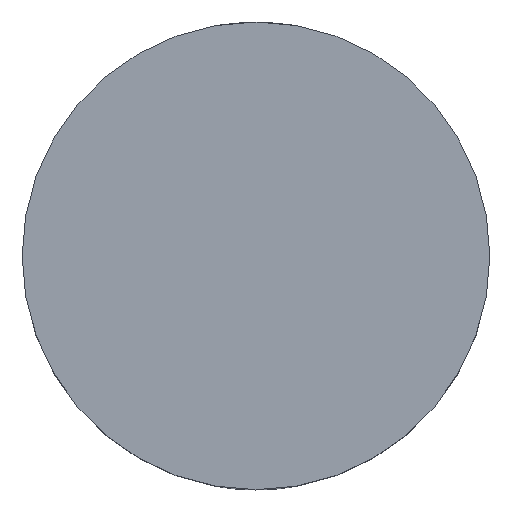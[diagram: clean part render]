
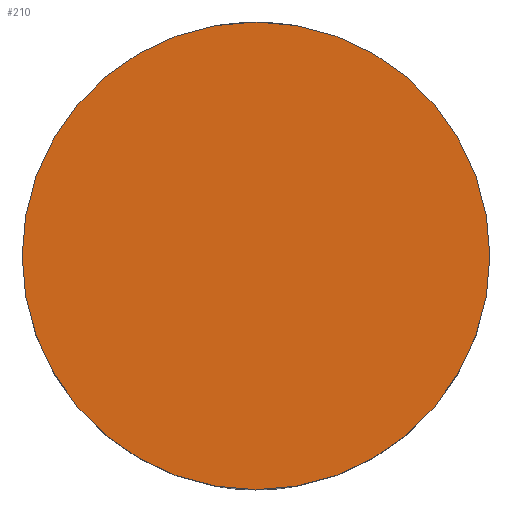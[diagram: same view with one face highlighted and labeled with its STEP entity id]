
A CAD part, top view. The second image highlights one B-rep face of the part: STEP entity #210.
In plain terms, the highlighted planar face has unit normal (0, 0, 1).
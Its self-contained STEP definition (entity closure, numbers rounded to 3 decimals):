
#1 = CARTESIAN_POINT ( 'NONE',  ( 12.7, 0., 1.6 ) ) ;
#20 = DIRECTION ( 'NONE',  ( 0., 0., 1. ) ) ;
#32 = DIRECTION ( 'NONE',  ( 1., 0., 0. ) ) ;
#33 = DIRECTION ( 'NONE',  ( 0., 0., -1. ) ) ;
#34 = VERTEX_POINT ( 'NONE', #81 ) ;
#40 = CARTESIAN_POINT ( 'NONE',  ( 0., 0., 1.6 ) ) ;
#60 = ORIENTED_EDGE ( 'NONE', *, *, #196, .F. ) ;
#68 = PLANE ( 'NONE',  #152 ) ;
#76 = AXIS2_PLACEMENT_3D ( 'NONE', #40, #169, #220 ) ;
#78 = VERTEX_POINT ( 'NONE', #1 ) ;
#81 = CARTESIAN_POINT ( 'NONE',  ( -12.7, 0., 1.6 ) ) ;
#86 = CARTESIAN_POINT ( 'NONE',  ( 0., 0., 1.6 ) ) ;
#102 = EDGE_LOOP ( 'NONE', ( #137, #60 ) ) ;
#112 = CARTESIAN_POINT ( 'NONE',  ( 0., 26.112, 1.6 ) ) ;
#137 = ORIENTED_EDGE ( 'NONE', *, *, #212, .F. ) ;
#152 = AXIS2_PLACEMENT_3D ( 'NONE', #112, #20, #164 ) ;
#164 = DIRECTION ( 'NONE',  ( 1., 0., 0. ) ) ;
#167 = CIRCLE ( 'NONE', #76, 12.7 ) ;
#169 = DIRECTION ( 'NONE',  ( 0., 0., -1. ) ) ;
#191 = CIRCLE ( 'NONE', #201, 12.7 ) ;
#195 = FACE_OUTER_BOUND ( 'NONE', #102, .T. ) ;
#196 = EDGE_CURVE ( 'NONE', #34, #78, #191, .T. ) ;
#201 = AXIS2_PLACEMENT_3D ( 'NONE', #86, #33, #32 ) ;
#210 = ADVANCED_FACE ( 'NONE', ( #195 ), #68, .T. ) ;
#212 = EDGE_CURVE ( 'NONE', #78, #34, #167, .T. ) ;
#220 = DIRECTION ( 'NONE',  ( 1., 0., 0. ) ) ;
